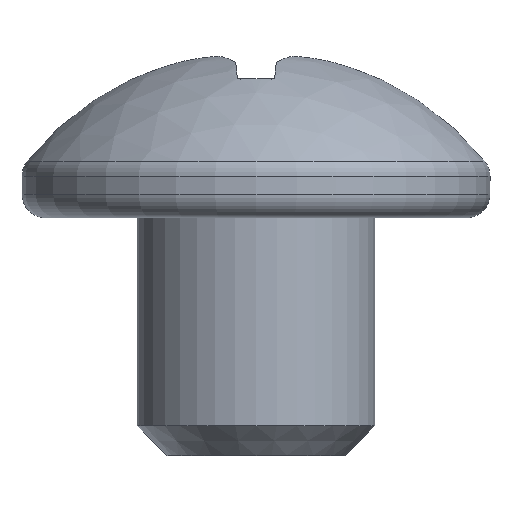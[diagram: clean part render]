
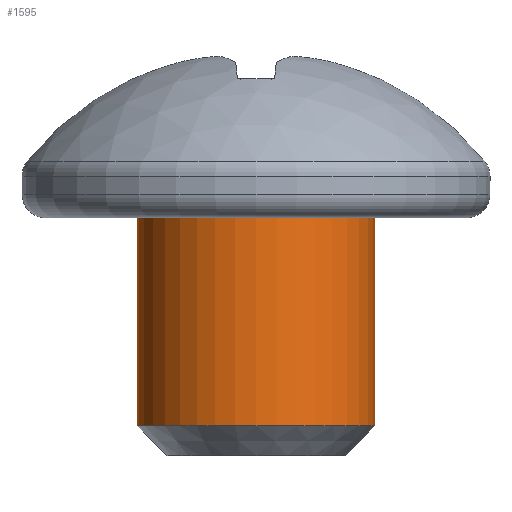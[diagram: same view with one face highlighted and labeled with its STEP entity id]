
A CAD part, left-side view. The second image highlights one B-rep face of the part: STEP entity #1595.
In plain terms, the highlighted cylindrical face has radius 3.175 mm (diameter 6.35 mm), a partial arc.
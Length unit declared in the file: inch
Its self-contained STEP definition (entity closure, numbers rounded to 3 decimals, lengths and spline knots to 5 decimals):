
#105 = ORIENTED_EDGE ( 'NONE', *, *, #1078, .F. ) ;
#115 = VERTEX_POINT ( 'NONE', #713 ) ;
#130 = CARTESIAN_POINT ( 'NONE',  ( 0., 0., 0.2125 ) ) ;
#198 = CARTESIAN_POINT ( 'NONE',  ( 0., 0.125, 0.2125 ) ) ;
#229 = CIRCLE ( 'NONE', #1699, 0.125 ) ;
#392 = DIRECTION ( 'NONE',  ( 0., 0., 1. ) ) ;
#488 = CIRCLE ( 'NONE', #691, 0.125 ) ;
#489 = DIRECTION ( 'NONE',  ( 0., 0., 1. ) ) ;
#506 = CARTESIAN_POINT ( 'NONE',  ( 0., -0.125, 0.0375 ) ) ;
#582 = CARTESIAN_POINT ( 'NONE',  ( 0., 0., 0.0375 ) ) ;
#629 = LINE ( 'NONE', #910, #1944 ) ;
#650 = EDGE_LOOP ( 'NONE', ( #828, #1267, #1214, #105 ) ) ;
#653 = VERTEX_POINT ( 'NONE', #1291 ) ;
#691 = AXIS2_PLACEMENT_3D ( 'NONE', #582, #2263, #1880 ) ;
#713 = CARTESIAN_POINT ( 'NONE',  ( 0., -0.125, -0.18125 ) ) ;
#828 = ORIENTED_EDGE ( 'NONE', *, *, #2359, .F. ) ;
#874 = VECTOR ( 'NONE', #392, 39.37008 ) ;
#910 = CARTESIAN_POINT ( 'NONE',  ( 0., -0.125, 0.2125 ) ) ;
#1078 = EDGE_CURVE ( 'NONE', #1185, #2299, #488, .T. ) ;
#1110 = DIRECTION ( 'NONE',  ( 0., 0., 1. ) ) ;
#1185 = VERTEX_POINT ( 'NONE', #1803 ) ;
#1214 = ORIENTED_EDGE ( 'NONE', *, *, #2255, .T. ) ;
#1267 = ORIENTED_EDGE ( 'NONE', *, *, #1619, .T. ) ;
#1291 = CARTESIAN_POINT ( 'NONE',  ( 0., 0.125, -0.18125 ) ) ;
#1452 = DIRECTION ( 'NONE',  ( 0., 0., 1. ) ) ;
#1551 = LINE ( 'NONE', #198, #874 ) ;
#1595 = ADVANCED_FACE ( 'NONE', ( #2227 ), #1773, .T. ) ;
#1613 = CARTESIAN_POINT ( 'NONE',  ( 0., 0., -0.18125 ) ) ;
#1619 = EDGE_CURVE ( 'NONE', #653, #115, #229, .T. ) ;
#1622 = DIRECTION ( 'NONE',  ( 0., -1., 0. ) ) ;
#1699 = AXIS2_PLACEMENT_3D ( 'NONE', #1613, #489, #1796 ) ;
#1773 = CYLINDRICAL_SURFACE ( 'NONE', #2288, 0.125 ) ;
#1796 = DIRECTION ( 'NONE',  ( 0., -1., 0. ) ) ;
#1803 = CARTESIAN_POINT ( 'NONE',  ( 0., 0.125, 0.0375 ) ) ;
#1880 = DIRECTION ( 'NONE',  ( 0., -1., 0. ) ) ;
#1944 = VECTOR ( 'NONE', #1110, 39.37008 ) ;
#2227 = FACE_OUTER_BOUND ( 'NONE', #650, .T. ) ;
#2255 = EDGE_CURVE ( 'NONE', #115, #2299, #629, .T. ) ;
#2263 = DIRECTION ( 'NONE',  ( 0., 0., 1. ) ) ;
#2288 = AXIS2_PLACEMENT_3D ( 'NONE', #130, #1452, #1622 ) ;
#2299 = VERTEX_POINT ( 'NONE', #506 ) ;
#2359 = EDGE_CURVE ( 'NONE', #653, #1185, #1551, .T. ) ;
